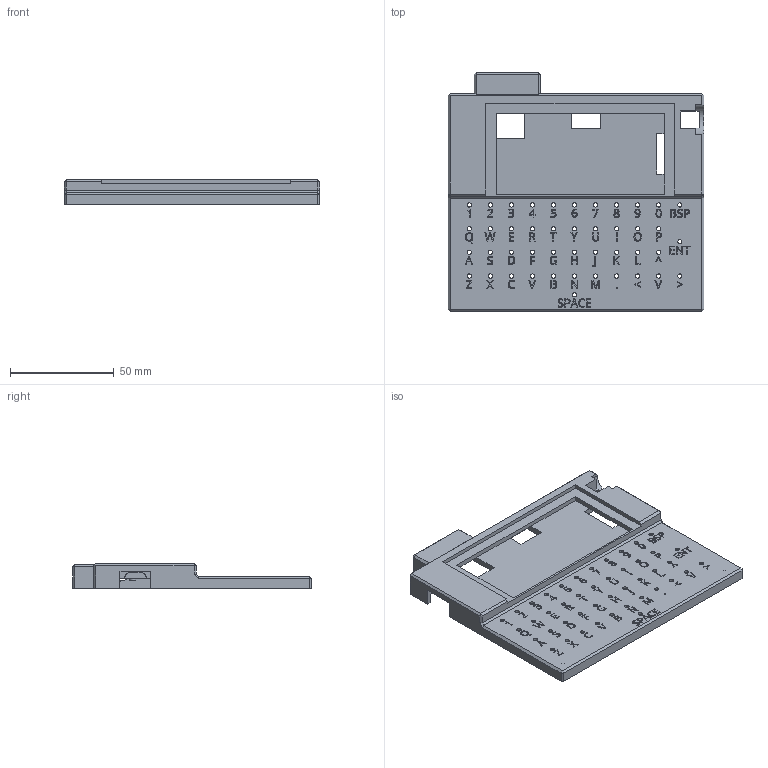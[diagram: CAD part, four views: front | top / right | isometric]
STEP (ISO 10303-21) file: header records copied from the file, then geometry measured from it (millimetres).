
FILE_DESCRIPTION(/* description */ ('STEP AP242','CAx-IF Rec.Pracs.---Representation and Presentation of Product Manufacturing Information (PMI)---4.0---2014-10-13','CAx-IF Rec.Pracs.---3D Tessellated Geometry---0.4---2014-09-14','2;1'),/* implementation_level */ '2;1');
FILE_NAME(/* name */ '637ec6ca2e1d3108056c0464',/* time_stamp */ '2022-11-24T01:20:12+00:00',/* author */ (''),/* organization */ (''),/* preprocessor_version */ 'ST-DEVELOPER v18.102',/* originating_system */ ' ',/* authorisation */ ' ');
FILE_SCHEMA (('AP242_MANAGED_MODEL_BASED_3D_ENGINEERING_MIM_LF { 1 0 10303 442 1 1 4 }'));
Length unit declared in the file: metre
Products named in the file (1): top
Bounding box: 123.47 x 115.28 x 11.94 mm (x, y, z)
Volume: 36070.3 mm3; surface area: 34806.9 mm2
Topology: 1 solids, 1 shells, 1033 faces, 2827 edges, 1878 vertices
Faces by surface type: plane 573, bspline 397, cylinder 63
Full cylindrical faces by diameter (mm): 1.651 x8, 2.04 x44, 3 x8
Entity records: 33469 total; most frequent: CARTESIAN_POINT 10014, ORIENTED_EDGE 5502, DIRECTION 3361, EDGE_CURVE 2751, VERTEX_POINT 1862, LINE 1827, VECTOR 1827, EDGE_LOOP 1271
